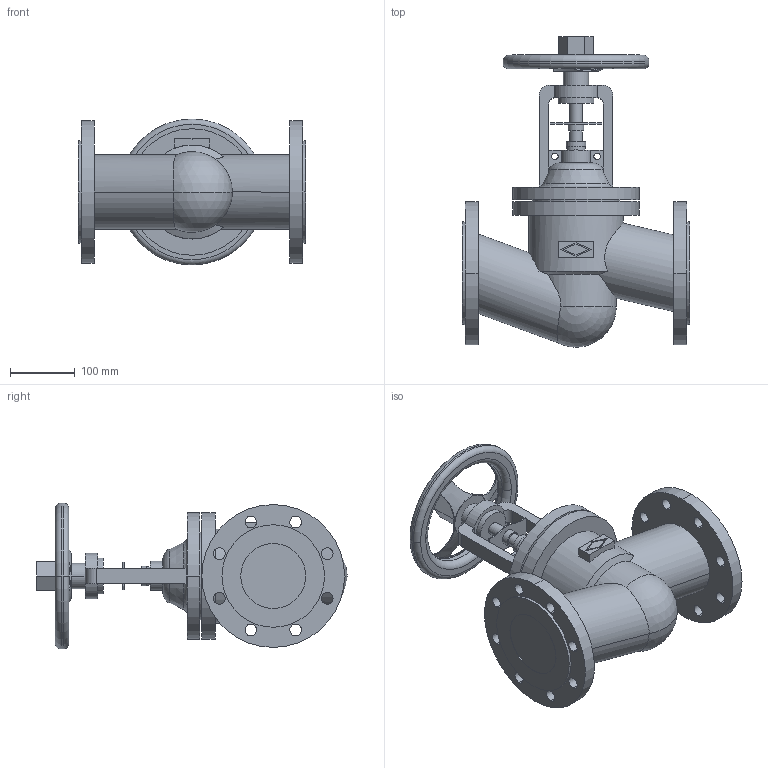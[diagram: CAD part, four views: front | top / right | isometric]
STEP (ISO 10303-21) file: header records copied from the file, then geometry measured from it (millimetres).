
FILE_DESCRIPTION(('OneSpaceDesigner STEP Export'),'2;1');
FILE_NAME('c000003692.stp','2009-06-16T11:30:12',(''),(''),'OneSpace Designer STEP processor for AP214 (Solid Model)','OneSpace Modeling 15.50B 03-Nov-2007 (C) CoCreate Software GmbH','');
FILE_SCHEMA(('AUTOMOTIVE_DESIGN { 1 0 10303 214 1 1 1 1 }'));
Length unit declared in the file: millimetre
Products named in the file (1): 1
Bounding box: 350 x 478.32 x 225 mm (x, y, z)
Volume: 8454788.9 mm3; surface area: 547936 mm2
Topology: 1 solids, 1 shells, 216 faces, 586 edges, 386 vertices
Faces by surface type: cylinder 114, plane 76, torus 14, cone 10, sphere 2
Entity records: 11858 total; most frequent: CARTESIAN_POINT 5180, ORIENTED_EDGE 1168, DIRECTION 861, EDGE_CURVE 584, VERTEX_POINT 386, AXIS2_PLACEMENT_3D 314, EDGE_LOOP 278, VECTOR 233
